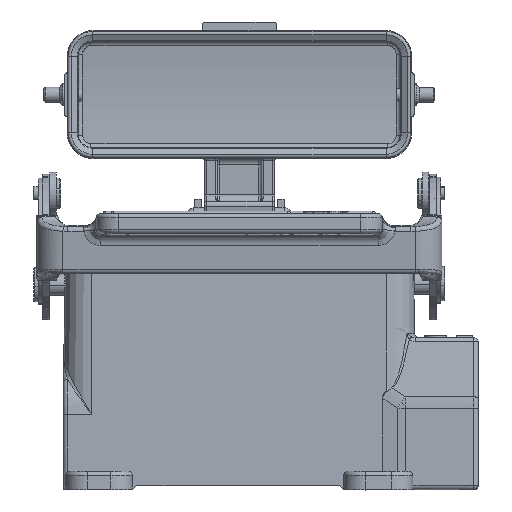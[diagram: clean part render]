
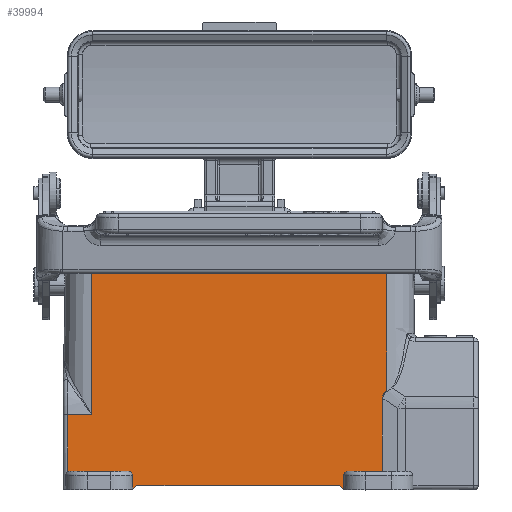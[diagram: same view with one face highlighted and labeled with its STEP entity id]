
A CAD part, top view. The second image highlights one B-rep face of the part: STEP entity #39994.
In plain terms, the highlighted planar face has unit normal (0, 0.018, 1).
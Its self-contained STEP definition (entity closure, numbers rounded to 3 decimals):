
#8451=DIRECTION('',(-1.,0.,0.));
#8452=VECTOR('',#8451,68.);
#8453=CARTESIAN_POINT('',(34.,-1.991,14.759));
#8454=LINE('',#8453,#8452);
#8550=DIRECTION('',(1.,0.,0.));
#8551=VECTOR('',#8550,46.6);
#8552=CARTESIAN_POINT('',(-23.6,-57.5,
15.727));
#8553=LINE('',#8552,#8551);
#8594=CARTESIAN_POINT('',(34.,-35.81,15.349));
#8595=CARTESIAN_POINT('',(33.912,-35.851,15.35));
#8596=CARTESIAN_POINT('',(33.748,-35.939,15.351));
#8597=CARTESIAN_POINT('',(33.536,-36.092,15.354));
#8598=CARTESIAN_POINT('',(33.357,-36.266,15.357));
#8599=CARTESIAN_POINT('',(33.21,-36.459,15.36));
#8600=CARTESIAN_POINT('',(33.095,-36.673,15.364));
#8601=CARTESIAN_POINT('',(33.009,-36.912,15.368));
#8602=CARTESIAN_POINT('',(32.954,-37.182,15.373));
#8603=CARTESIAN_POINT('',(32.941,-37.387,15.376));
#8604=CARTESIAN_POINT('',(32.941,-37.496,15.378));
#8606=DIRECTION('',(-1.,0.,0.));
#8607=VECTOR('',#8606,7.885);
#8608=CARTESIAN_POINT('',(32.941,-54.3,15.672));
#8609=LINE('',#8608,#8607);
#8610=CARTESIAN_POINT('',(25.056,-54.3,15.672));
#8611=CARTESIAN_POINT('',(24.949,-54.3,15.672));
#8612=CARTESIAN_POINT('',(24.746,-54.333,15.672));
#8613=CARTESIAN_POINT('',(24.464,-54.474,15.675));
#8614=CARTESIAN_POINT('',(24.241,-54.693,15.678));
#8615=CARTESIAN_POINT('',(24.094,-54.973,15.683));
#8616=CARTESIAN_POINT('',(24.058,-55.175,15.687));
#8617=CARTESIAN_POINT('',(24.056,-55.283,15.689));
#8619=DIRECTION('',(-0.017,-1.,0.017));
#8620=VECTOR('',#8619,3.218);
#8621=CARTESIAN_POINT('',(24.056,-55.283,15.689));
#8622=LINE('',#8621,#8620);
#8623=DIRECTION('',(-0.707,0.707,-0.012));
#8624=VECTOR('',#8623,1.414);
#8625=CARTESIAN_POINT('',(24.,-58.5,15.745));
#8626=LINE('',#8625,#8624);
#8627=DIRECTION('',(-0.707,-0.707,0.012));
#8628=VECTOR('',#8627,1.414);
#8629=CARTESIAN_POINT('',(-23.6,-57.5,
15.727));
#8630=LINE('',#8629,#8628);
#8631=DIRECTION('',(-0.017,1.,-0.017));
#8632=VECTOR('',#8631,3.218);
#8633=CARTESIAN_POINT('',(-24.6,-58.5,
15.745));
#8634=LINE('',#8633,#8632);
#8635=CARTESIAN_POINT('',(-24.656,-55.283,
15.689));
#8636=CARTESIAN_POINT('',(-24.658,-55.175,
15.687));
#8637=CARTESIAN_POINT('',(-24.694,-54.973,
15.683));
#8638=CARTESIAN_POINT('',(-24.841,-54.693,
15.678));
#8639=CARTESIAN_POINT('',(-25.064,-54.474,
15.675));
#8640=CARTESIAN_POINT('',(-25.346,-54.333,
15.672));
#8641=CARTESIAN_POINT('',(-25.549,-54.3,
15.672));
#8642=CARTESIAN_POINT('',(-25.656,-54.3,
15.672));
#8644=DIRECTION('',(-1.,0.,0.));
#8645=VECTOR('',#8644,13.388);
#8646=CARTESIAN_POINT('',(-25.656,-54.3,
15.672));
#8647=LINE('',#8646,#8645);
#8648=CARTESIAN_POINT('',(-39.044,-54.3,
15.672));
#8649=CARTESIAN_POINT('',(-39.111,-54.3,
15.672));
#8650=CARTESIAN_POINT('',(-39.243,-54.313,
15.672));
#8651=CARTESIAN_POINT('',(-39.428,-54.369,
15.673));
#8652=CARTESIAN_POINT('',(-39.544,-54.431,
15.674));
#8653=CARTESIAN_POINT('',(-39.6,-54.469,
15.675));
#8679=DIRECTION('',(0.,1.,-0.017));
#8680=VECTOR('',#8679,33.824);
#8681=CARTESIAN_POINT('',(34.,-35.81,15.349));
#8682=LINE('',#8681,#8680);
#9146=DIRECTION('',(0.,1.,-0.017));
#9147=VECTOR('',#9146,16.807);
#9148=CARTESIAN_POINT('',(32.941,-54.3,15.672));
#9149=LINE('',#9148,#9147);
#12162=DIRECTION('',(0.,-1.,0.017));
#12163=VECTOR('',#12162,13.24);
#12164=CARTESIAN_POINT('',(-39.6,-41.23,15.443));
#12165=LINE('',#12164,#12163);
#12226=DIRECTION('',(-1.,0.,0.));
#12227=VECTOR('',#12226,5.6);
#12228=CARTESIAN_POINT('',(-34.,-41.23,
15.443));
#12229=LINE('',#12228,#12227);
#12289=DIRECTION('',(0.,-1.,0.017));
#12290=VECTOR('',#12289,39.245);
#12291=CARTESIAN_POINT('',(-34.,-1.991,
14.759));
#12292=LINE('',#12291,#12290);
#23916=CARTESIAN_POINT('',(23.,-57.5,
15.727));
#23917=VERTEX_POINT('',#23916);
#23918=CARTESIAN_POINT('',(24.,-58.5,
15.745));
#23919=VERTEX_POINT('',#23918);
#23920=CARTESIAN_POINT('',(-23.6,-57.5,
15.727));
#23921=VERTEX_POINT('',#23920);
#23931=CARTESIAN_POINT('',(34.,-35.81,
15.349));
#23932=CARTESIAN_POINT('',(34.,-1.991,
14.759));
#23933=VERTEX_POINT('',#23931);
#23934=VERTEX_POINT('',#23932);
#23935=VERTEX_POINT('',#8604);
#23936=CARTESIAN_POINT('',(32.941,-54.3,
15.672));
#23937=VERTEX_POINT('',#23936);
#23938=CARTESIAN_POINT('',(25.056,-54.3,
15.672));
#23939=VERTEX_POINT('',#23938);
#23940=VERTEX_POINT('',#8617);
#23941=CARTESIAN_POINT('',(-24.6,-58.5,
15.745));
#23942=VERTEX_POINT('',#23941);
#23943=CARTESIAN_POINT('',(-24.656,-55.283,
15.689));
#23944=VERTEX_POINT('',#23943);
#23945=VERTEX_POINT('',#8642);
#23946=CARTESIAN_POINT('',(-39.044,-54.3,
15.672));
#23947=VERTEX_POINT('',#23946);
#23948=VERTEX_POINT('',#8653);
#23949=CARTESIAN_POINT('',(-39.6,-41.23,15.443));
#23950=VERTEX_POINT('',#23949);
#23951=CARTESIAN_POINT('',(-34.,-41.23,
15.443));
#23952=VERTEX_POINT('',#23951);
#23953=CARTESIAN_POINT('',(-34.,-1.991,
14.759));
#23954=VERTEX_POINT('',#23953);
#39956=CARTESIAN_POINT('',(-2.8,-30.246,
15.252));
#39957=DIRECTION('',(0.,0.017,1.));
#39958=DIRECTION('',(0.,-1.,0.017));
#39959=AXIS2_PLACEMENT_3D('',#39956,#39957,#39958);
#39960=PLANE('',#39959);
#39962=ORIENTED_EDGE('',*,*,#39961,.F.);
#39964=ORIENTED_EDGE('',*,*,#39963,.T.);
#39966=ORIENTED_EDGE('',*,*,#39965,.F.);
#39968=ORIENTED_EDGE('',*,*,#39967,.T.);
#39970=ORIENTED_EDGE('',*,*,#39969,.T.);
#39972=ORIENTED_EDGE('',*,*,#39971,.T.);
#39973=ORIENTED_EDGE('',*,*,#39924,.T.);
#39974=ORIENTED_EDGE('',*,*,#39937,.F.);
#39976=ORIENTED_EDGE('',*,*,#39975,.T.);
#39978=ORIENTED_EDGE('',*,*,#39977,.T.);
#39980=ORIENTED_EDGE('',*,*,#39979,.T.);
#39982=ORIENTED_EDGE('',*,*,#39981,.T.);
#39984=ORIENTED_EDGE('',*,*,#39983,.T.);
#39986=ORIENTED_EDGE('',*,*,#39985,.F.);
#39988=ORIENTED_EDGE('',*,*,#39987,.F.);
#39990=ORIENTED_EDGE('',*,*,#39989,.F.);
#39991=ORIENTED_EDGE('',*,*,#39829,.F.);
#39992=EDGE_LOOP('',(#39962,#39964,#39966,#39968,#39970,#39972,#39973,#39974,
#39976,#39978,#39980,#39982,#39984,#39986,#39988,#39990,#39991));
#39993=FACE_OUTER_BOUND('',#39992,.F.);
#39994=ADVANCED_FACE('',(#39993),#39960,.T.);
#8605=B_SPLINE_CURVE_WITH_KNOTS('',3,(#8594,#8595,#8596,#8597,#8598,#8599,#8600,
#8601,#8602,#8603,#8604),.UNSPECIFIED.,.F.,.F.,(4,1,1,1,1,1,1,1,4),(0.,
0.125,0.25,0.375,0.5,0.625,0.75,0.875,1.),.UNSPECIFIED.);
#8618=B_SPLINE_CURVE_WITH_KNOTS('',3,(#8610,#8611,#8612,#8613,#8614,#8615,#8616,
#8617),.UNSPECIFIED.,.F.,.F.,(4,1,1,1,1,4),(0.,0.2,0.4,0.6,0.8,1.),
.UNSPECIFIED.);
#8643=B_SPLINE_CURVE_WITH_KNOTS('',3,(#8635,#8636,#8637,#8638,#8639,#8640,#8641,
#8642),.UNSPECIFIED.,.F.,.F.,(4,1,1,1,1,4),(0.,0.2,0.4,0.6,0.8,1.),
.UNSPECIFIED.);
#8654=B_SPLINE_CURVE_WITH_KNOTS('',3,(#8648,#8649,#8650,#8651,#8652,#8653),
.UNSPECIFIED.,.F.,.F.,(4,1,1,4),(0.,0.333,0.667,1.),
.UNSPECIFIED.);
#39829=EDGE_CURVE('',#23934,#23954,#8454,.T.);
#39924=EDGE_CURVE('',#23919,#23917,#8626,.T.);
#39937=EDGE_CURVE('',#23921,#23917,#8553,.T.);
#39961=EDGE_CURVE('',#23933,#23934,#8682,.T.);
#39963=EDGE_CURVE('',#23933,#23935,#8605,.T.);
#39965=EDGE_CURVE('',#23937,#23935,#9149,.T.);
#39967=EDGE_CURVE('',#23937,#23939,#8609,.T.);
#39969=EDGE_CURVE('',#23939,#23940,#8618,.T.);
#39971=EDGE_CURVE('',#23940,#23919,#8622,.T.);
#39975=EDGE_CURVE('',#23921,#23942,#8630,.T.);
#39977=EDGE_CURVE('',#23942,#23944,#8634,.T.);
#39979=EDGE_CURVE('',#23944,#23945,#8643,.T.);
#39981=EDGE_CURVE('',#23945,#23947,#8647,.T.);
#39983=EDGE_CURVE('',#23947,#23948,#8654,.T.);
#39985=EDGE_CURVE('',#23950,#23948,#12165,.T.);
#39987=EDGE_CURVE('',#23952,#23950,#12229,.T.);
#39989=EDGE_CURVE('',#23954,#23952,#12292,.T.);
